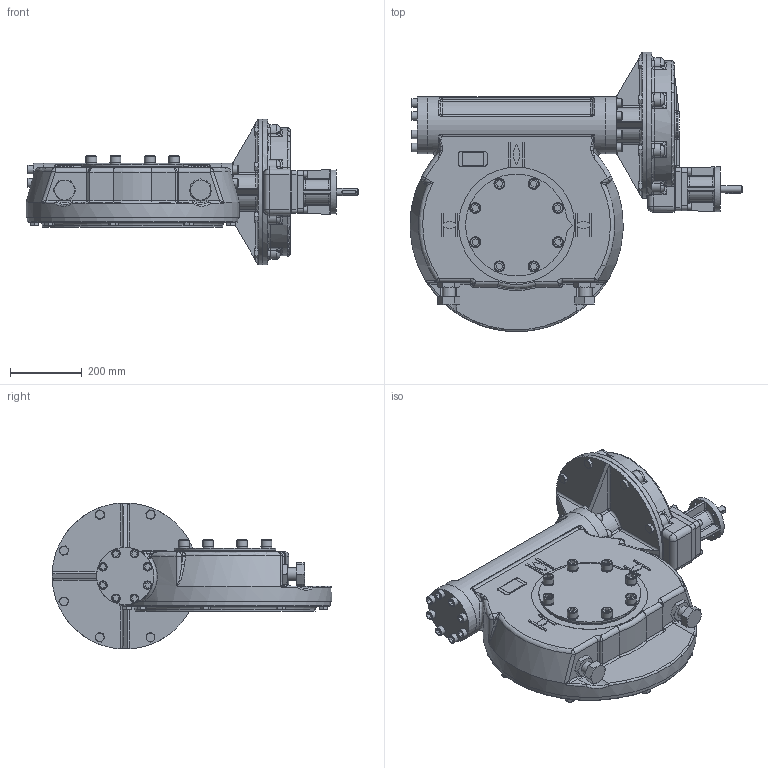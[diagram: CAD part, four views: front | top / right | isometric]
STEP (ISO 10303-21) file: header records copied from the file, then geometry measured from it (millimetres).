
FILE_DESCRIPTION(/* description */ ('Unknown'),/* implementation_level */ '2;1');
FILE_NAME(/* name */ 'PUB-IW9FBIR2-F10-F30',/* time_stamp */ '2016-07-05T12:05:47+01:00',/* author */ ('Unknown'),/* organization */ ('Unknown'),/* preprocessor_version */ 'ST-DEVELOPER v16',/* originating_system */ 'DEX',/* authorisation */ $);
FILE_SCHEMA (('AUTOMOTIVE_DESIGN {1 0 10303 214 3 1 1}'));
Products named in the file (1): PUB-IW9FBIR2-F10-F30
Bounding box: 928.11 x 781.45 x 408 mm (x, y, z)
Surface area: 1928788.7 mm2 (no closed solid volume)
Topology: 0 solids, 84 shells, 1220 faces, 3221 edges, 2039 vertices
Faces by surface type: plane 544, cylinder 233, cone 182, bspline 124, torus 91, sphere 46
Full cylindrical faces by diameter (mm): 10.5 x4, 16.5 x8, 17.294 x8, 18 x4, 20 x1, 24 x16, 30 x8, 30.7 x8, 36 x2, 50 x1, 70.05 x1, 125 x1, 160 x3, 220 x1, 280 x1, 324 x1, 408 x1
Entity records: 57146 total; most frequent: CARTESIAN_POINT 28339, ORIENTED_EDGE 5379, DIRECTION 5328, EDGE_CURVE 2980, AXIS2_PLACEMENT_3D 2066, VERTEX_POINT 1989, FACE_BOUND 1513, EDGE_LOOP 1505
